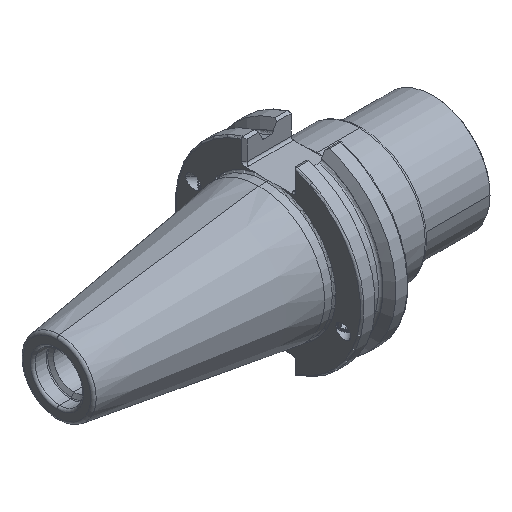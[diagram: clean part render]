
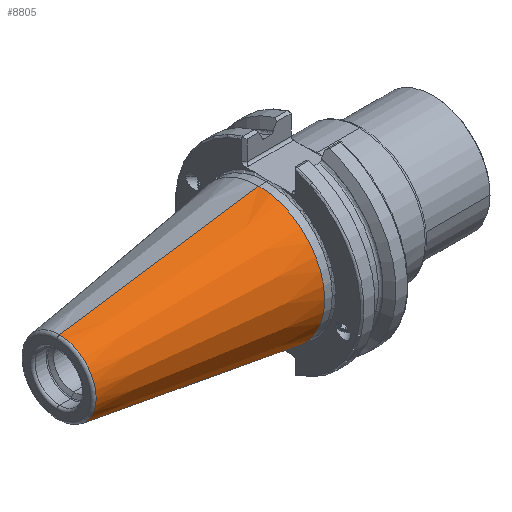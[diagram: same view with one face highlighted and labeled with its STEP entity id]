
A CAD part, isometric view. The second image highlights one B-rep face of the part: STEP entity #8805.
In plain terms, the highlighted conical face has half-angle 8.297 degrees and reference radius 22.225 mm.
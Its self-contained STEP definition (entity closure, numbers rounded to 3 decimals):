
#174 = CARTESIAN_POINT ( 'NONE',  ( -67.394, 0., 12.397 ) ) ;
#1116 = CARTESIAN_POINT ( 'NONE',  ( 0., 0., 0. ) ) ;
#1225 = CONICAL_SURFACE ( 'NONE', #3034, 22.225, 0.145 ) ;
#1445 = CIRCLE ( 'NONE', #4883, 22.225 ) ;
#1533 = LINE ( 'NONE', #2265, #9630 ) ;
#1655 = ORIENTED_EDGE ( 'NONE', *, *, #2201, .T. ) ;
#1959 = CARTESIAN_POINT ( 'NONE',  ( -67.394, 0., 0. ) ) ;
#2076 = ORIENTED_EDGE ( 'NONE', *, *, #8407, .F. ) ;
#2145 = VERTEX_POINT ( 'NONE', #5423 ) ;
#2201 = EDGE_CURVE ( 'NONE', #6540, #9565, #1533, .T. ) ;
#2230 = ORIENTED_EDGE ( 'NONE', *, *, #2717, .T. ) ;
#2265 = CARTESIAN_POINT ( 'NONE',  ( 0., 0., -22.225 ) ) ;
#2404 = VECTOR ( 'NONE', #2519, 1000. ) ;
#2416 = CARTESIAN_POINT ( 'NONE',  ( 0., 0., 22.225 ) ) ;
#2519 = DIRECTION ( 'NONE',  ( 0.99, 0., 0.144 ) ) ;
#2558 = DIRECTION ( 'NONE',  ( 0., 0., -1. ) ) ;
#2717 = EDGE_CURVE ( 'NONE', #9565, #2145, #1445, .T. ) ;
#3034 = AXIS2_PLACEMENT_3D ( 'NONE', #1116, #9553, #2558 ) ;
#3554 = CIRCLE ( 'NONE', #7477, 12.397 ) ;
#4229 = CARTESIAN_POINT ( 'NONE',  ( 0., 0., 0. ) ) ;
#4883 = AXIS2_PLACEMENT_3D ( 'NONE', #4229, #8886, #5001 ) ;
#4916 = LINE ( 'NONE', #2416, #2404 ) ;
#5001 = DIRECTION ( 'NONE',  ( 0., 0., 1. ) ) ;
#5423 = CARTESIAN_POINT ( 'NONE',  ( 0., 0., 22.225 ) ) ;
#6158 = CARTESIAN_POINT ( 'NONE',  ( 0., 0., -22.225 ) ) ;
#6540 = VERTEX_POINT ( 'NONE', #9136 ) ;
#6657 = EDGE_LOOP ( 'NONE', ( #7562, #2076, #1655, #2230 ) ) ;
#7065 = VERTEX_POINT ( 'NONE', #174 ) ;
#7310 = FACE_OUTER_BOUND ( 'NONE', #6657, .T. ) ;
#7477 = AXIS2_PLACEMENT_3D ( 'NONE', #1959, #9631, #8914 ) ;
#7529 = EDGE_CURVE ( 'NONE', #7065, #2145, #4916, .T. ) ;
#7562 = ORIENTED_EDGE ( 'NONE', *, *, #7529, .F. ) ;
#8407 = EDGE_CURVE ( 'NONE', #6540, #7065, #3554, .T. ) ;
#8805 = ADVANCED_FACE ( 'NONE', ( #7310 ), #1225, .T. ) ;
#8886 = DIRECTION ( 'NONE',  ( -1., 0., 0. ) ) ;
#8914 = DIRECTION ( 'NONE',  ( 0., 0., 1. ) ) ;
#9136 = CARTESIAN_POINT ( 'NONE',  ( -67.394, 0., -12.397 ) ) ;
#9314 = DIRECTION ( 'NONE',  ( 0.99, 0., -0.144 ) ) ;
#9553 = DIRECTION ( 'NONE',  ( 1., 0., 0. ) ) ;
#9565 = VERTEX_POINT ( 'NONE', #6158 ) ;
#9630 = VECTOR ( 'NONE', #9314, 1000. ) ;
#9631 = DIRECTION ( 'NONE',  ( -1., 0., 0. ) ) ;
